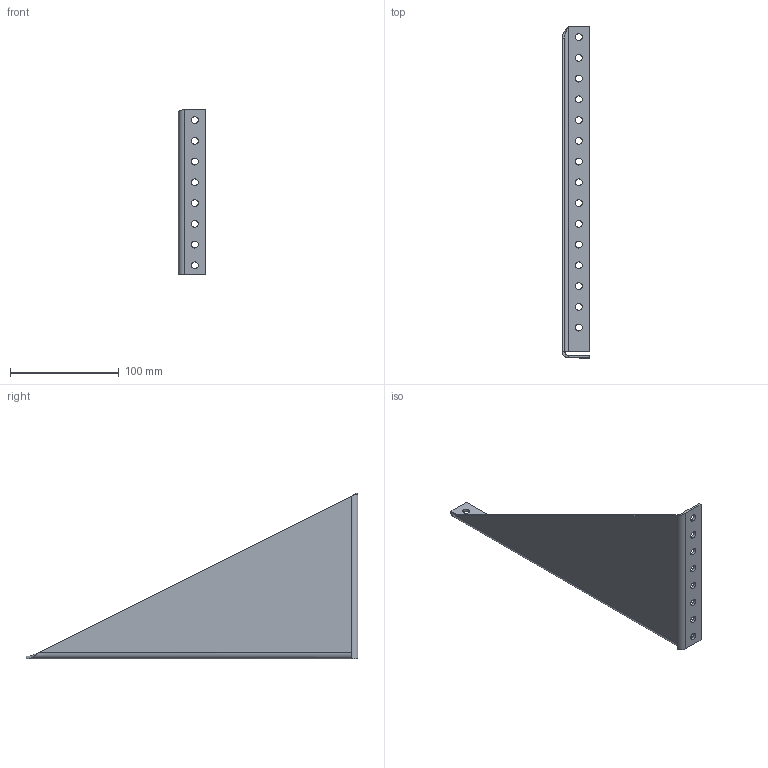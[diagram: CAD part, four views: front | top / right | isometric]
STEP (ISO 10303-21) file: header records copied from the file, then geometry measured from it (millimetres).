
FILE_DESCRIPTION (( 'STEP AP214' ), '1' );
FILE_NAME ('P-11 Elevator Triangle support other side.STEP', '2015-01-25T00:57:22', ( '' ), ( '' ), 'SwSTEP 2.0', 'SolidWorks 2014', '' );
FILE_SCHEMA (( 'AUTOMOTIVE_DESIGN' ));
Length unit declared in the file: inch
Products named in the file (1): P-11  Elevator Triangle support other side
Bounding box: 25.4 x 304.8 x 152.4 mm (x, y, z)
Volume: 76291.3 mm3; surface area: 67280.3 mm2
Topology: 1 solids, 1 shells, 68 faces, 183 edges, 117 vertices
Faces by surface type: cylinder 50, plane 16, bspline 2
Entity records: 2424 total; most frequent: CARTESIAN_POINT 511, DIRECTION 410, ORIENTED_EDGE 366, EDGE_CURVE 183, AXIS2_PLACEMENT_3D 164, VERTEX_POINT 117, EDGE_LOOP 114, CIRCLE 97
